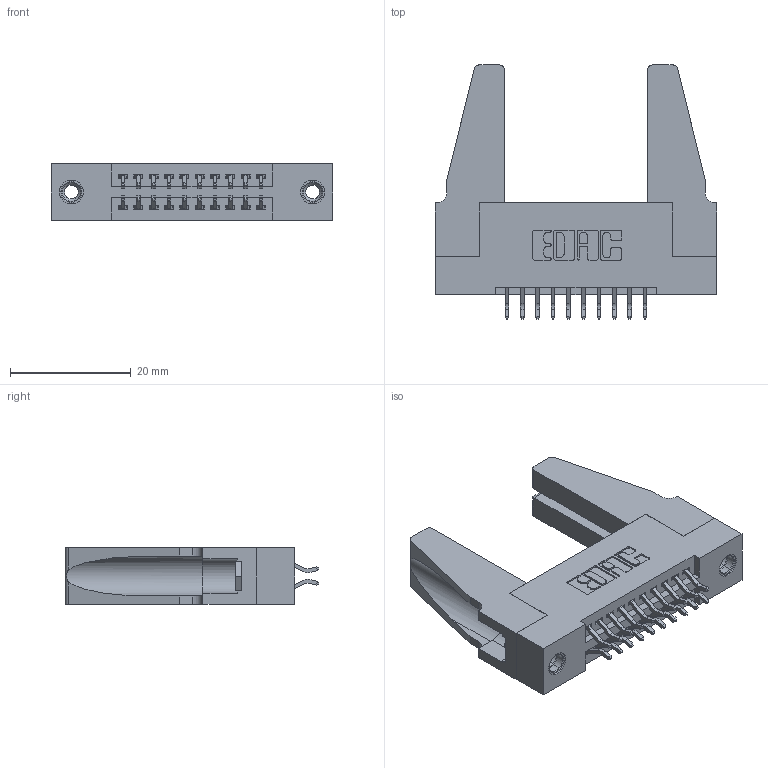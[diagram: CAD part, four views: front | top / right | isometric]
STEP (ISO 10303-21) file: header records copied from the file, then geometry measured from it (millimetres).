
FILE_DESCRIPTION (( 'STEP AP203' ), '1' );
FILE_NAME ('395-020-556-288.STEP', '2019-10-15T21:53:05', ( '' ), ( '' ), 'SwSTEP 2.0', 'SolidWorks 2016', '' );
FILE_SCHEMA (( 'CONFIG_CONTROL_DESIGN' ));
Length unit declared in the file: inch
Products named in the file (5): 345-220-078_345-220-088; 395-020-556-288; 345 Part_Flush Mounting Lugs - 0.156 Dia-TH; 345-292-001_556 Tail; 345-250-001_345-250-001-102
Assembly tree (25 placements, depth 2):
  395-020-556-288
    345 Part_Flush Mounting Lugs - 0.156 Dia-TH
    345-292-001_556 Tail  x20
    345-250-001_345-250-001-102  x2
    345-220-078_345-220-088  x2
Bounding box: 46.63 x 42.1 x 9.4 mm (x, y, z)
Volume: 7484.7 mm3; surface area: 8740.9 mm2
Topology: 25 solids, 25 shells, 1370 faces, 3995 edges, 2626 vertices
Faces by surface type: plane 892, cylinder 462, cone 12, torus 4
Entity records: 14522 total; most frequent: CARTESIAN_POINT 2474, ORIENTED_EDGE 2356, DIRECTION 2214, EDGE_CURVE 1178, LINE 956, VECTOR 956, VERTEX_POINT 778, AXIS2_PLACEMENT_3D 629
